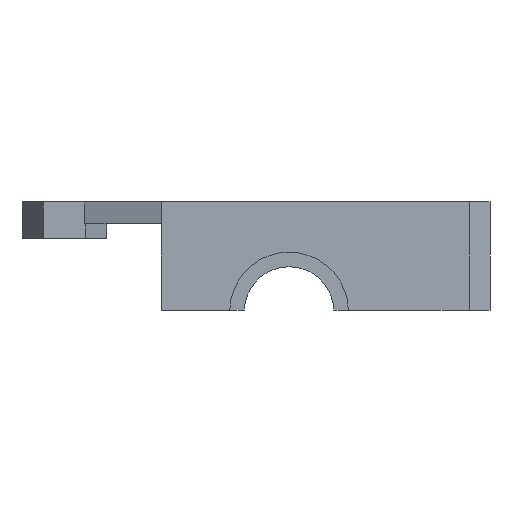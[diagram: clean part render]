
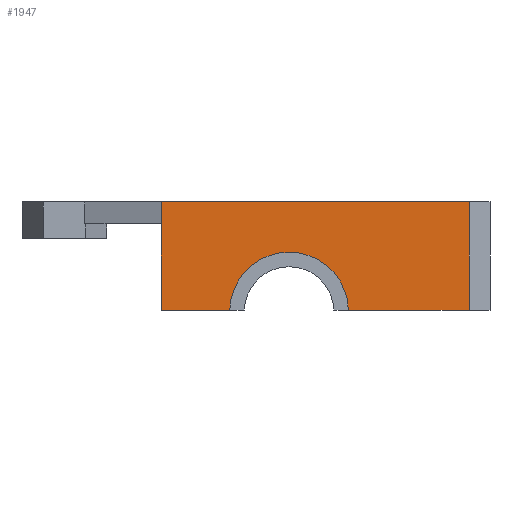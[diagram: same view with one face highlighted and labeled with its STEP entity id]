
A CAD part, front view. The second image highlights one B-rep face of the part: STEP entity #1947.
In plain terms, the highlighted planar face has unit normal (0, -1, 0).
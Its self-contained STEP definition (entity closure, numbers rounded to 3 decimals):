
#44 = PLANE('',#45);
#45 = AXIS2_PLACEMENT_3D('',#46,#47,#48);
#46 = CARTESIAN_POINT('',(0.,0.,30.));
#47 = DIRECTION('',(0.,0.,1.));
#48 = DIRECTION('',(1.,0.,0.));
#446 = VERTEX_POINT('',#447);
#447 = CARTESIAN_POINT('',(0.,0.2,30.));
#461 = PLANE('',#462);
#462 = AXIS2_PLACEMENT_3D('',#463,#464,#465);
#463 = CARTESIAN_POINT('',(0.,0.,15.));
#464 = DIRECTION('',(1.,0.,0.));
#465 = DIRECTION('',(0.,0.,1.));
#473 = EDGE_CURVE('',#474,#446,#476,.T.);
#474 = VERTEX_POINT('',#475);
#475 = CARTESIAN_POINT('',(35.,0.2,30.));
#476 = SURFACE_CURVE('',#477,(#481,#487),.PCURVE_S1.);
#477 = LINE('',#478,#479);
#478 = CARTESIAN_POINT('',(-0.5,0.2,30.));
#479 = VECTOR('',#480,1.);
#480 = DIRECTION('',(-1.,0.,0.));
#481 = PCURVE('',#44,#482);
#482 = DEFINITIONAL_REPRESENTATION('',(#483),#486);
#483 = B_SPLINE_CURVE_WITH_KNOTS('',1,(#484,#485),.UNSPECIFIED.,.F.,.F.,
  (2,2),(-39.,3.),.PIECEWISE_BEZIER_KNOTS.);
#484 = CARTESIAN_POINT('',(38.5,0.2));
#485 = CARTESIAN_POINT('',(-3.5,0.2));
#486 = ( GEOMETRIC_REPRESENTATION_CONTEXT(2) 
PARAMETRIC_REPRESENTATION_CONTEXT() REPRESENTATION_CONTEXT('2D SPACE',''
  ) );
#487 = PCURVE('',#488,#493);
#488 = PLANE('',#489);
#489 = AXIS2_PLACEMENT_3D('',#490,#491,#492);
#490 = CARTESIAN_POINT('',(-1.,0.2,0.));
#491 = DIRECTION('',(0.,1.,0.));
#492 = DIRECTION('',(0.,0.,1.));
#493 = DEFINITIONAL_REPRESENTATION('',(#494),#497);
#494 = B_SPLINE_CURVE_WITH_KNOTS('',1,(#495,#496),.UNSPECIFIED.,.F.,.F.,
  (2,2),(-39.,3.),.PIECEWISE_BEZIER_KNOTS.);
#495 = CARTESIAN_POINT('',(30.,39.5));
#496 = CARTESIAN_POINT('',(30.,-2.5));
#497 = ( GEOMETRIC_REPRESENTATION_CONTEXT(2) 
PARAMETRIC_REPRESENTATION_CONTEXT() REPRESENTATION_CONTEXT('2D SPACE',''
  ) );
#515 = PLANE('',#516);
#516 = AXIS2_PLACEMENT_3D('',#517,#518,#519);
#517 = CARTESIAN_POINT('',(35.,0.,30.));
#518 = DIRECTION('',(0.,0.,1.));
#519 = DIRECTION('',(1.,0.,0.));
#1402 = PLANE('',#1403);
#1403 = AXIS2_PLACEMENT_3D('',#1404,#1405,#1406);
#1404 = CARTESIAN_POINT('',(0.,0.,15.2));
#1405 = DIRECTION('',(0.,0.,1.));
#1406 = DIRECTION('',(1.,0.,0.));
#1766 = EDGE_CURVE('',#1767,#474,#1769,.T.);
#1767 = VERTEX_POINT('',#1768);
#1768 = CARTESIAN_POINT('',(42.148,0.2,30.));
#1769 = SURFACE_CURVE('',#1770,(#1774,#1780),.PCURVE_S1.);
#1770 = LINE('',#1771,#1772);
#1771 = CARTESIAN_POINT('',(17.,0.2,30.));
#1772 = VECTOR('',#1773,1.);
#1773 = DIRECTION('',(-1.,0.,0.));
#1774 = PCURVE('',#515,#1775);
#1775 = DEFINITIONAL_REPRESENTATION('',(#1776),#1779);
#1776 = B_SPLINE_CURVE_WITH_KNOTS('',1,(#1777,#1778),.UNSPECIFIED.,.F.,
  .F.,(2,2),(-29.,-17.),.PIECEWISE_BEZIER_KNOTS.);
#1777 = CARTESIAN_POINT('',(11.,0.2));
#1778 = CARTESIAN_POINT('',(-1.,0.2));
#1779 = ( GEOMETRIC_REPRESENTATION_CONTEXT(2) 
PARAMETRIC_REPRESENTATION_CONTEXT() REPRESENTATION_CONTEXT('2D SPACE',''
  ) );
#1780 = PCURVE('',#488,#1781);
#1781 = DEFINITIONAL_REPRESENTATION('',(#1782),#1785);
#1782 = B_SPLINE_CURVE_WITH_KNOTS('',1,(#1783,#1784),.UNSPECIFIED.,.F.,
  .F.,(2,2),(-29.,-17.),.PIECEWISE_BEZIER_KNOTS.);
#1783 = CARTESIAN_POINT('',(30.,47.));
#1784 = CARTESIAN_POINT('',(30.,35.));
#1785 = ( GEOMETRIC_REPRESENTATION_CONTEXT(2) 
PARAMETRIC_REPRESENTATION_CONTEXT() REPRESENTATION_CONTEXT('2D SPACE',''
  ) );
#1802 = PLANE('',#1803);
#1803 = AXIS2_PLACEMENT_3D('',#1804,#1805,#1806);
#1804 = CARTESIAN_POINT('',(49.064,7.117,-0.1));
#1805 = DIRECTION('',(-0.707,0.707,0.));
#1806 = DIRECTION('',(0.,0.,1.));
#1947 = ADVANCED_FACE('',(#1948),#488,.F.);
#1948 = FACE_BOUND('',#1949,.F.);
#1949 = EDGE_LOOP('',(#1950,#1978,#1997,#1998,#1999,#2020,#2041));
#1950 = ORIENTED_EDGE('',*,*,#1951,.T.);
#1951 = EDGE_CURVE('',#1952,#1954,#1956,.T.);
#1952 = VERTEX_POINT('',#1953);
#1953 = CARTESIAN_POINT('',(9.372,0.2,15.2));
#1954 = VERTEX_POINT('',#1955);
#1955 = CARTESIAN_POINT('',(0.,0.2,15.2));
#1956 = SURFACE_CURVE('',#1957,(#1961,#1967),.PCURVE_S1.);
#1957 = LINE('',#1958,#1959);
#1958 = CARTESIAN_POINT('',(-0.5,0.2,15.2));
#1959 = VECTOR('',#1960,1.);
#1960 = DIRECTION('',(-1.,0.,0.));
#1961 = PCURVE('',#488,#1962);
#1962 = DEFINITIONAL_REPRESENTATION('',(#1963),#1966);
#1963 = B_SPLINE_CURVE_WITH_KNOTS('',1,(#1964,#1965),.UNSPECIFIED.,.F.,
  .F.,(2,2),(-54.5,4.5),.PIECEWISE_BEZIER_KNOTS.);
#1964 = CARTESIAN_POINT('',(15.2,55.));
#1965 = CARTESIAN_POINT('',(15.2,-4.));
#1966 = ( GEOMETRIC_REPRESENTATION_CONTEXT(2) 
PARAMETRIC_REPRESENTATION_CONTEXT() REPRESENTATION_CONTEXT('2D SPACE',''
  ) );
#1967 = PCURVE('',#1968,#1973);
#1968 = PLANE('',#1969);
#1969 = AXIS2_PLACEMENT_3D('',#1970,#1971,#1972);
#1970 = CARTESIAN_POINT('',(0.,0.,15.2));
#1971 = DIRECTION('',(0.,0.,1.));
#1972 = DIRECTION('',(1.,0.,0.));
#1973 = DEFINITIONAL_REPRESENTATION('',(#1974),#1977);
#1974 = B_SPLINE_CURVE_WITH_KNOTS('',1,(#1975,#1976),.UNSPECIFIED.,.F.,
  .F.,(2,2),(-54.5,4.5),.PIECEWISE_BEZIER_KNOTS.);
#1975 = CARTESIAN_POINT('',(54.,0.2));
#1976 = CARTESIAN_POINT('',(-5.,0.2));
#1977 = ( GEOMETRIC_REPRESENTATION_CONTEXT(2) 
PARAMETRIC_REPRESENTATION_CONTEXT() REPRESENTATION_CONTEXT('2D SPACE',''
  ) );
#1978 = ORIENTED_EDGE('',*,*,#1979,.T.);
#1979 = EDGE_CURVE('',#1954,#446,#1980,.T.);
#1980 = SURFACE_CURVE('',#1981,(#1985,#1991),.PCURVE_S1.);
#1981 = LINE('',#1982,#1983);
#1982 = CARTESIAN_POINT('',(0.,0.2,7.5));
#1983 = VECTOR('',#1984,1.);
#1984 = DIRECTION('',(0.,0.,1.));
#1985 = PCURVE('',#488,#1986);
#1986 = DEFINITIONAL_REPRESENTATION('',(#1987),#1990);
#1987 = B_SPLINE_CURVE_WITH_KNOTS('',1,(#1988,#1989),.UNSPECIFIED.,.F.,
  .F.,(2,2),(6.,24.),.PIECEWISE_BEZIER_KNOTS.);
#1988 = CARTESIAN_POINT('',(13.5,1.));
#1989 = CARTESIAN_POINT('',(31.5,1.));
#1990 = ( GEOMETRIC_REPRESENTATION_CONTEXT(2) 
PARAMETRIC_REPRESENTATION_CONTEXT() REPRESENTATION_CONTEXT('2D SPACE',''
  ) );
#1991 = PCURVE('',#461,#1992);
#1992 = DEFINITIONAL_REPRESENTATION('',(#1993),#1996);
#1993 = B_SPLINE_CURVE_WITH_KNOTS('',1,(#1994,#1995),.UNSPECIFIED.,.F.,
  .F.,(2,2),(6.,24.),.PIECEWISE_BEZIER_KNOTS.);
#1994 = CARTESIAN_POINT('',(-1.5,-0.2));
#1995 = CARTESIAN_POINT('',(16.5,-0.2));
#1996 = ( GEOMETRIC_REPRESENTATION_CONTEXT(2) 
PARAMETRIC_REPRESENTATION_CONTEXT() REPRESENTATION_CONTEXT('2D SPACE',''
  ) );
#1997 = ORIENTED_EDGE('',*,*,#473,.F.);
#1998 = ORIENTED_EDGE('',*,*,#1766,.F.);
#1999 = ORIENTED_EDGE('',*,*,#2000,.T.);
#2000 = EDGE_CURVE('',#1767,#2001,#2003,.T.);
#2001 = VERTEX_POINT('',#2002);
#2002 = CARTESIAN_POINT('',(42.148,0.2,15.2));
#2003 = SURFACE_CURVE('',#2004,(#2008,#2014),.PCURVE_S1.);
#2004 = LINE('',#2005,#2006);
#2005 = CARTESIAN_POINT('',(42.148,0.2,-0.05));
#2006 = VECTOR('',#2007,1.);
#2007 = DIRECTION('',(0.,0.,-1.));
#2008 = PCURVE('',#488,#2009);
#2009 = DEFINITIONAL_REPRESENTATION('',(#2010),#2013);
#2010 = B_SPLINE_CURVE_WITH_KNOTS('',1,(#2011,#2012),.UNSPECIFIED.,.F.,
  .F.,(2,2),(-31.55,-13.55),.PIECEWISE_BEZIER_KNOTS.);
#2011 = CARTESIAN_POINT('',(31.5,43.148));
#2012 = CARTESIAN_POINT('',(13.5,43.148));
#2013 = ( GEOMETRIC_REPRESENTATION_CONTEXT(2) 
PARAMETRIC_REPRESENTATION_CONTEXT() REPRESENTATION_CONTEXT('2D SPACE',''
  ) );
#2014 = PCURVE('',#1802,#2015);
#2015 = DEFINITIONAL_REPRESENTATION('',(#2016),#2019);
#2016 = B_SPLINE_CURVE_WITH_KNOTS('',1,(#2017,#2018),.UNSPECIFIED.,.F.,
  .F.,(2,2),(-31.55,-13.55),.PIECEWISE_BEZIER_KNOTS.);
#2017 = CARTESIAN_POINT('',(31.6,-9.782));
#2018 = CARTESIAN_POINT('',(13.6,-9.782));
#2019 = ( GEOMETRIC_REPRESENTATION_CONTEXT(2) 
PARAMETRIC_REPRESENTATION_CONTEXT() REPRESENTATION_CONTEXT('2D SPACE',''
  ) );
#2020 = ORIENTED_EDGE('',*,*,#2021,.T.);
#2021 = EDGE_CURVE('',#2001,#2022,#2024,.T.);
#2022 = VERTEX_POINT('',#2023);
#2023 = CARTESIAN_POINT('',(25.628,0.2,15.2));
#2024 = SURFACE_CURVE('',#2025,(#2029,#2035),.PCURVE_S1.);
#2025 = LINE('',#2026,#2027);
#2026 = CARTESIAN_POINT('',(-0.5,0.2,15.2));
#2027 = VECTOR('',#2028,1.);
#2028 = DIRECTION('',(-1.,0.,0.));
#2029 = PCURVE('',#488,#2030);
#2030 = DEFINITIONAL_REPRESENTATION('',(#2031),#2034);
#2031 = B_SPLINE_CURVE_WITH_KNOTS('',1,(#2032,#2033),.UNSPECIFIED.,.F.,
  .F.,(2,2),(-54.5,4.5),.PIECEWISE_BEZIER_KNOTS.);
#2032 = CARTESIAN_POINT('',(15.2,55.));
#2033 = CARTESIAN_POINT('',(15.2,-4.));
#2034 = ( GEOMETRIC_REPRESENTATION_CONTEXT(2) 
PARAMETRIC_REPRESENTATION_CONTEXT() REPRESENTATION_CONTEXT('2D SPACE',''
  ) );
#2035 = PCURVE('',#1402,#2036);
#2036 = DEFINITIONAL_REPRESENTATION('',(#2037),#2040);
#2037 = B_SPLINE_CURVE_WITH_KNOTS('',1,(#2038,#2039),.UNSPECIFIED.,.F.,
  .F.,(2,2),(-54.5,4.5),.PIECEWISE_BEZIER_KNOTS.);
#2038 = CARTESIAN_POINT('',(54.,0.2));
#2039 = CARTESIAN_POINT('',(-5.,0.2));
#2040 = ( GEOMETRIC_REPRESENTATION_CONTEXT(2) 
PARAMETRIC_REPRESENTATION_CONTEXT() REPRESENTATION_CONTEXT('2D SPACE',''
  ) );
#2041 = ORIENTED_EDGE('',*,*,#2042,.F.);
#2042 = EDGE_CURVE('',#1952,#2022,#2043,.T.);
#2043 = SURFACE_CURVE('',#2044,(#2049,#2056),.PCURVE_S1.);
#2044 = CIRCLE('',#2045,8.13);
#2045 = AXIS2_PLACEMENT_3D('',#2046,#2047,#2048);
#2046 = CARTESIAN_POINT('',(17.5,0.2,15.));
#2047 = DIRECTION('',(0.,1.,0.));
#2048 = DIRECTION('',(1.,0.,0.));
#2049 = PCURVE('',#488,#2050);
#2050 = DEFINITIONAL_REPRESENTATION('',(#2051),#2055);
#2051 = CIRCLE('',#2052,8.13);
#2052 = AXIS2_PLACEMENT_2D('',#2053,#2054);
#2053 = CARTESIAN_POINT('',(15.,18.5));
#2054 = DIRECTION('',(0.,1.));
#2055 = ( GEOMETRIC_REPRESENTATION_CONTEXT(2) 
PARAMETRIC_REPRESENTATION_CONTEXT() REPRESENTATION_CONTEXT('2D SPACE',''
  ) );
#2056 = PCURVE('',#2057,#2062);
#2057 = CYLINDRICAL_SURFACE('',#2058,8.13);
#2058 = AXIS2_PLACEMENT_3D('',#2059,#2060,#2061);
#2059 = CARTESIAN_POINT('',(17.5,-0.001,15.));
#2060 = DIRECTION('',(0.,1.,0.));
#2061 = DIRECTION('',(1.,0.,0.));
#2062 = DEFINITIONAL_REPRESENTATION('',(#2063),#2067);
#2063 = LINE('',#2064,#2065);
#2064 = CARTESIAN_POINT('',(0.,0.201));
#2065 = VECTOR('',#2066,1.);
#2066 = DIRECTION('',(1.,0.));
#2067 = ( GEOMETRIC_REPRESENTATION_CONTEXT(2) 
PARAMETRIC_REPRESENTATION_CONTEXT() REPRESENTATION_CONTEXT('2D SPACE',''
  ) );
